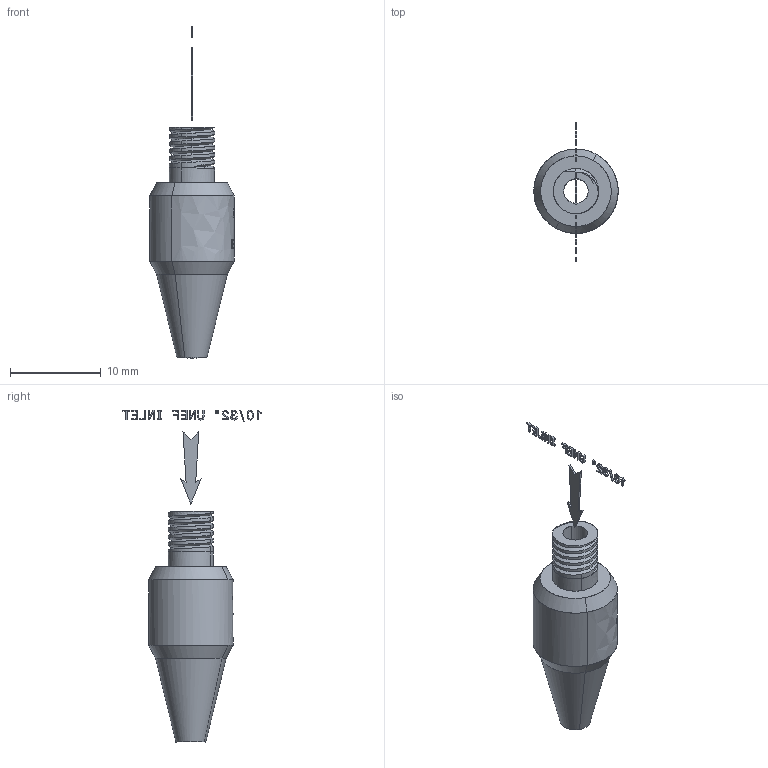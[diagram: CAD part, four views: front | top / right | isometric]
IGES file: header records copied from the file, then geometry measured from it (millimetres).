
Start section: SolidWorks IGES file using analytic representation for surfaces
Global section: file name: AIR NOZZEL 47001.IGS; native system: SolidWorks 2020; preprocessor: SolidWorks 2020; author: Ammad; date: 210410.122929; units: millimetre
Bounding box: 9.29 x 15.23 x 36.58 mm (x, y, z)
Surface area: 918.1 mm2 (no closed solid volume)
Topology: 0 solids, 0 shells, 525 faces, 2976 edges, 2976 vertices
Faces by surface type: bspline 525
